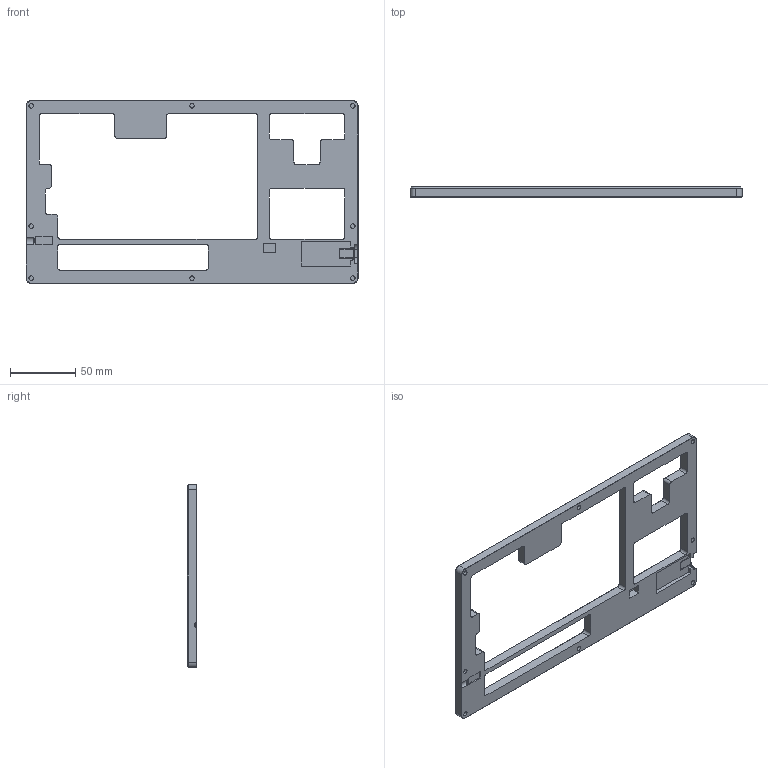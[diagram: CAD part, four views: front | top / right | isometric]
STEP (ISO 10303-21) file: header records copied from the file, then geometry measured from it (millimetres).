
FILE_DESCRIPTION(/* description */ (''),/* implementation_level */ '2;1');
FILE_NAME(/* name */ 'right top plate.step',/* time_stamp */ '2023-08-10T13:17:47+09:00',/* author */ (''),/* organization */ (''),/* preprocessor_version */ 'ST-DEVELOPER v19.2',/* originating_system */ 'Autodesk Translation Framework v12.6.0.85',/* authorisation */ '');
FILE_SCHEMA (('AUTOMOTIVE_DESIGN { 1 0 10303 214 3 1 1 }'));
Length unit declared in the file: millimetre
Products named in the file (1): top plate
Bounding box: 254.31 x 7.5 x 140.01 mm (x, y, z)
Volume: 106000.9 mm3; surface area: 44289.1 mm2
Topology: 1 solids, 1 shells, 219 faces, 536 edges, 328 vertices
Faces by surface type: plane 119, cylinder 52, cone 48
Full cylindrical faces by diameter (mm): 3.5 x8
Entity records: 6377 total; most frequent: DIRECTION 1118, CARTESIAN_POINT 1108, ORIENTED_EDGE 1072, EDGE_CURVE 536, AXIS2_PLACEMENT_3D 374, LINE 370, VECTOR 370, VERTEX_POINT 328
